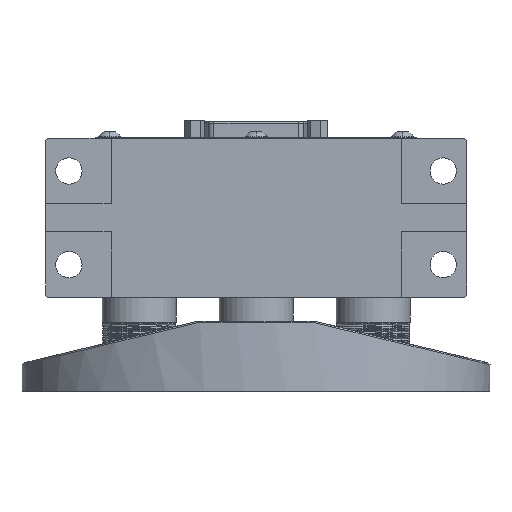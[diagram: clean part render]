
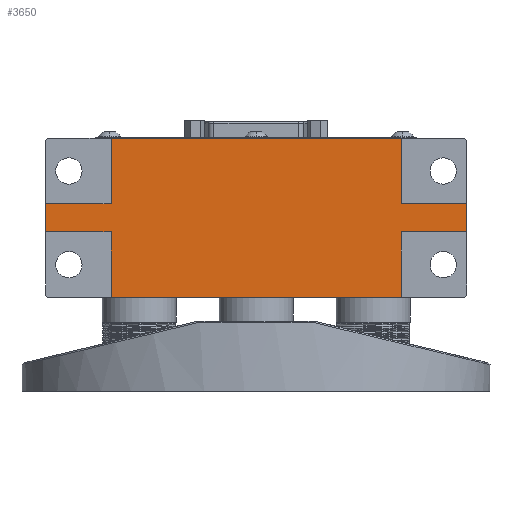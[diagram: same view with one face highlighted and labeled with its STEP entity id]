
A CAD part, front view. The second image highlights one B-rep face of the part: STEP entity #3650.
In plain terms, the highlighted planar face has unit normal (0, -1, 0).
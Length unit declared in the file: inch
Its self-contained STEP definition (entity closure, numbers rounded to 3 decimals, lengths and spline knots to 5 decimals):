
#156 = EDGE_CURVE ( 'NONE', #4447, #4457, #11101, .T. ) ;
#2360 = CARTESIAN_POINT ( 'NONE',  ( 2.25, -1.83337, 0.39539 ) ) ;
#2490 = CARTESIAN_POINT ( 'NONE',  ( 1.55, -1.83337, 1.39639 ) ) ;
#2507 = CARTESIAN_POINT ( 'NONE',  ( -2.25, -1.83337, 0.39539 ) ) ;
#2619 = CARTESIAN_POINT ( 'NONE',  ( -1.55, -1.83337, 0.39539 ) ) ;
#2641 = CARTESIAN_POINT ( 'NONE',  ( 2.25, -1.83337, 0.69539 ) ) ;
#2651 = CARTESIAN_POINT ( 'NONE',  ( -2.25, -1.83337, 0.69539 ) ) ;
#3650 = ADVANCED_FACE ( 'NONE', ( #11683 ), #11684, .F. ) ;
#4447 = VERTEX_POINT ( 'NONE', #14167 ) ;
#4457 = VERTEX_POINT ( 'NONE', #14200 ) ;
#4559 = VERTEX_POINT ( 'NONE', #14490 ) ;
#4651 = VERTEX_POINT ( 'NONE', #14678 ) ;
#4683 = VERTEX_POINT ( 'NONE', #14744 ) ;
#11097 = CARTESIAN_POINT ( 'NONE',  ( 1.55, -1.83337, -0.30461 ) ) ;
#11101 = LINE ( 'NONE', #11097, #18111 ) ;
#11106 = DIRECTION ( 'NONE',  ( 1., 0., 0. ) ) ;
#11672 = CARTESIAN_POINT ( 'NONE',  ( 1.55, -1.83337, 0.69539 ) ) ;
#11683 = FACE_OUTER_BOUND ( 'NONE', #13256, .T. ) ;
#11684 = PLANE ( 'NONE',  #18236 ) ;
#11686 = DIRECTION ( 'NONE',  ( 0., 1., 0. ) ) ;
#11687 = DIRECTION ( 'NONE',  ( 0., 0., 1. ) ) ;
#12177 = VERTEX_POINT ( 'NONE', #20567 ) ;
#12221 = VERTEX_POINT ( 'NONE', #2360 ) ;
#12351 = VERTEX_POINT ( 'NONE', #2490 ) ;
#12368 = VERTEX_POINT ( 'NONE', #2507 ) ;
#12480 = VERTEX_POINT ( 'NONE', #2619 ) ;
#12502 = VERTEX_POINT ( 'NONE', #2641 ) ;
#12512 = VERTEX_POINT ( 'NONE', #2651 ) ;
#13256 = EDGE_LOOP ( 'NONE', ( #18961, #18747, #18746, #18745, #18760, #18759, #18925, #18758, #18931, #18757, #18756, #18755 ) ) ;
#14167 = CARTESIAN_POINT ( 'NONE',  ( -1.55, -1.83337, -0.30461 ) ) ;
#14200 = CARTESIAN_POINT ( 'NONE',  ( 1.55, -1.83337, -0.30461 ) ) ;
#14490 = CARTESIAN_POINT ( 'NONE',  ( 1.55, -1.83337, 0.39539 ) ) ;
#14678 = CARTESIAN_POINT ( 'NONE',  ( -1.55, -1.83337, 1.39639 ) ) ;
#14744 = CARTESIAN_POINT ( 'NONE',  ( -1.55, -1.83337, 0.69539 ) ) ;
#18111 = VECTOR ( 'NONE', #11106, 39.37008 ) ;
#18236 = AXIS2_PLACEMENT_3D ( 'NONE', #11672, #11686, #11687 ) ;
#18745 = ORIENTED_EDGE ( 'NONE', *, *, #25724, .T. ) ;
#18746 = ORIENTED_EDGE ( 'NONE', *, *, #25713, .T. ) ;
#18747 = ORIENTED_EDGE ( 'NONE', *, *, #25704, .T. ) ;
#18755 = ORIENTED_EDGE ( 'NONE', *, *, #156, .T. ) ;
#18756 = ORIENTED_EDGE ( 'NONE', *, *, #25662, .T. ) ;
#18757 = ORIENTED_EDGE ( 'NONE', *, *, #25729, .T. ) ;
#18758 = ORIENTED_EDGE ( 'NONE', *, *, #25727, .T. ) ;
#18759 = ORIENTED_EDGE ( 'NONE', *, *, #25728, .F. ) ;
#18760 = ORIENTED_EDGE ( 'NONE', *, *, #25644, .T. ) ;
#18925 = ORIENTED_EDGE ( 'NONE', *, *, #25580, .T. ) ;
#18931 = ORIENTED_EDGE ( 'NONE', *, *, #25730, .T. ) ;
#18961 = ORIENTED_EDGE ( 'NONE', *, *, #25572, .T. ) ;
#20567 = CARTESIAN_POINT ( 'NONE',  ( 1.55, -1.83337, 0.69539 ) ) ;
#21206 = VECTOR ( 'NONE', #21981, 39.37008 ) ;
#21219 = VECTOR ( 'NONE', #22014, 39.37008 ) ;
#21224 = VECTOR ( 'NONE', #22023, 39.37008 ) ;
#21225 = VECTOR ( 'NONE', #22029, 39.37008 ) ;
#21227 = VECTOR ( 'NONE', #22032, 39.37008 ) ;
#21285 = VECTOR ( 'NONE', #22026, 39.37008 ) ;
#21312 = VECTOR ( 'NONE', #21953, 39.37008 ) ;
#21328 = VECTOR ( 'NONE', #21699, 39.37008 ) ;
#21333 = VECTOR ( 'NONE', #21763, 39.37008 ) ;
#21377 = VECTOR ( 'NONE', #28495, 39.37008 ) ;
#21434 = VECTOR ( 'NONE', #28471, 39.37008 ) ;
#21689 = CARTESIAN_POINT ( 'NONE',  ( 1.55, -1.83337, 0.69539 ) ) ;
#21693 = LINE ( 'NONE', #21689, #21328 ) ;
#21699 = DIRECTION ( 'NONE',  ( 0., 0., 1. ) ) ;
#21761 = LINE ( 'NONE', #21762, #21333 ) ;
#21762 = CARTESIAN_POINT ( 'NONE',  ( -1.55, -1.83337, 0.69539 ) ) ;
#21763 = DIRECTION ( 'NONE',  ( 0., 0., -1. ) ) ;
#21943 = CARTESIAN_POINT ( 'NONE',  ( 1.55, -1.83337, 0.39539 ) ) ;
#21944 = LINE ( 'NONE', #21943, #21312 ) ;
#21953 = DIRECTION ( 'NONE',  ( 1., 0., 0. ) ) ;
#21970 = CARTESIAN_POINT ( 'NONE',  ( 2.25, -1.83337, 0.69539 ) ) ;
#21975 = LINE ( 'NONE', #21970, #21206 ) ;
#21981 = DIRECTION ( 'NONE',  ( 0., 0., 1. ) ) ;
#22005 = LINE ( 'NONE', #22006, #21219 ) ;
#22006 = CARTESIAN_POINT ( 'NONE',  ( 1.55, -1.83337, 0.69539 ) ) ;
#22014 = DIRECTION ( 'NONE',  ( -1., 0., 0. ) ) ;
#22015 = LINE ( 'NONE', #22016, #21224 ) ;
#22016 = CARTESIAN_POINT ( 'NONE',  ( -1.55, -1.83337, 0.69539 ) ) ;
#22023 = DIRECTION ( 'NONE',  ( -1., 0., 0. ) ) ;
#22024 = LINE ( 'NONE', #22025, #21285 ) ;
#22025 = CARTESIAN_POINT ( 'NONE',  ( -1.55, -1.83337, 1.39639 ) ) ;
#22026 = DIRECTION ( 'NONE',  ( 1., 0., 0. ) ) ;
#22027 = LINE ( 'NONE', #22028, #21225 ) ;
#22028 = CARTESIAN_POINT ( 'NONE',  ( -1.55, -1.83337, 0.39539 ) ) ;
#22029 = DIRECTION ( 'NONE',  ( 1., 0., 0. ) ) ;
#22030 = LINE ( 'NONE', #22031, #21227 ) ;
#22031 = CARTESIAN_POINT ( 'NONE',  ( -2.25, -1.83337, 0.69539 ) ) ;
#22032 = DIRECTION ( 'NONE',  ( 0., 0., -1. ) ) ;
#25572 = EDGE_CURVE ( 'NONE', #4457, #4559, #28469, .T. ) ;
#25580 = EDGE_CURVE ( 'NONE', #4651, #4683, #28493, .T. ) ;
#25644 = EDGE_CURVE ( 'NONE', #12177, #12351, #21693, .T. ) ;
#25662 = EDGE_CURVE ( 'NONE', #12480, #4447, #21761, .T. ) ;
#25704 = EDGE_CURVE ( 'NONE', #4559, #12221, #21944, .T. ) ;
#25713 = EDGE_CURVE ( 'NONE', #12221, #12502, #21975, .T. ) ;
#25724 = EDGE_CURVE ( 'NONE', #12502, #12177, #22005, .T. ) ;
#25727 = EDGE_CURVE ( 'NONE', #4683, #12512, #22015, .T. ) ;
#25728 = EDGE_CURVE ( 'NONE', #4651, #12351, #22024, .T. ) ;
#25729 = EDGE_CURVE ( 'NONE', #12368, #12480, #22027, .T. ) ;
#25730 = EDGE_CURVE ( 'NONE', #12512, #12368, #22030, .T. ) ;
#28469 = LINE ( 'NONE', #28470, #21434 ) ;
#28470 = CARTESIAN_POINT ( 'NONE',  ( 1.55, -1.83337, 0.69539 ) ) ;
#28471 = DIRECTION ( 'NONE',  ( 0., 0., 1. ) ) ;
#28493 = LINE ( 'NONE', #28494, #21377 ) ;
#28494 = CARTESIAN_POINT ( 'NONE',  ( -1.55, -1.83337, 0.69539 ) ) ;
#28495 = DIRECTION ( 'NONE',  ( 0., 0., -1. ) ) ;
